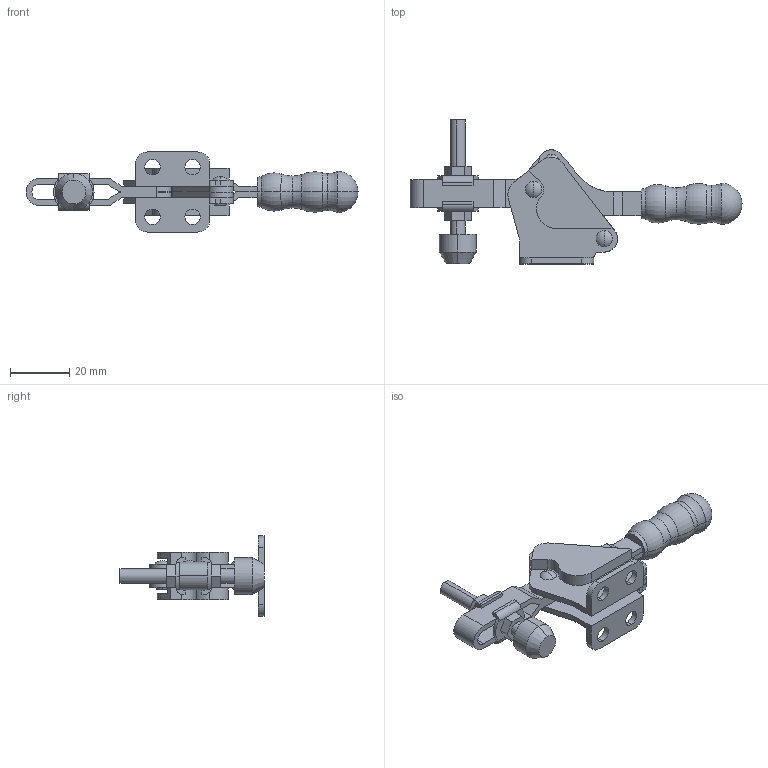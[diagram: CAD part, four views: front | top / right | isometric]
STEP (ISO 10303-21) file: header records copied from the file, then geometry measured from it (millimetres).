
FILE_DESCRIPTION (( 'STEP AP214' ), '1' );
FILE_NAME ('493784(GH-20752-B).STEP', '2019-01-11T00:16:37', ( 'LinWei' ), ( '' ), 'SwSTEP 2.0', 'SolidWorks 2016', '' );
FILE_SCHEMA (( 'AUTOMOTIVE_DESIGN' ));
Length unit declared in the file: millimetre
Products named in the file (6): 493784(GH-20752-B); 120752B08-1^493784(GH-20752-B); Group5^493784(GH-20752-B); Group4^493784(GH-20752-B); Group3^493784(GH-20752-B); Group1^493784(GH-20752-B)
Assembly tree (5 placements, depth 2):
  493784(GH-20752-B)
    Group1^493784(GH-20752-B)
    Group3^493784(GH-20752-B)
    Group4^493784(GH-20752-B)
    Group5^493784(GH-20752-B)
    120752B08-1^493784(GH-20752-B)
Bounding box: 112 x 48.58 x 27 mm (x, y, z)
Volume: 16171.3 mm3; surface area: 14524.3 mm2
Topology: 5 solids, 5 shells, 267 faces, 691 edges, 450 vertices
Faces by surface type: plane 128, cylinder 105, torus 20, sphere 10, cone 4
Entity records: 9192 total; most frequent: DIRECTION 1500, CARTESIAN_POINT 1486, ORIENTED_EDGE 1382, EDGE_CURVE 691, AXIS2_PLACEMENT_3D 552, VERTEX_POINT 450, VECTOR 396, LINE 396
